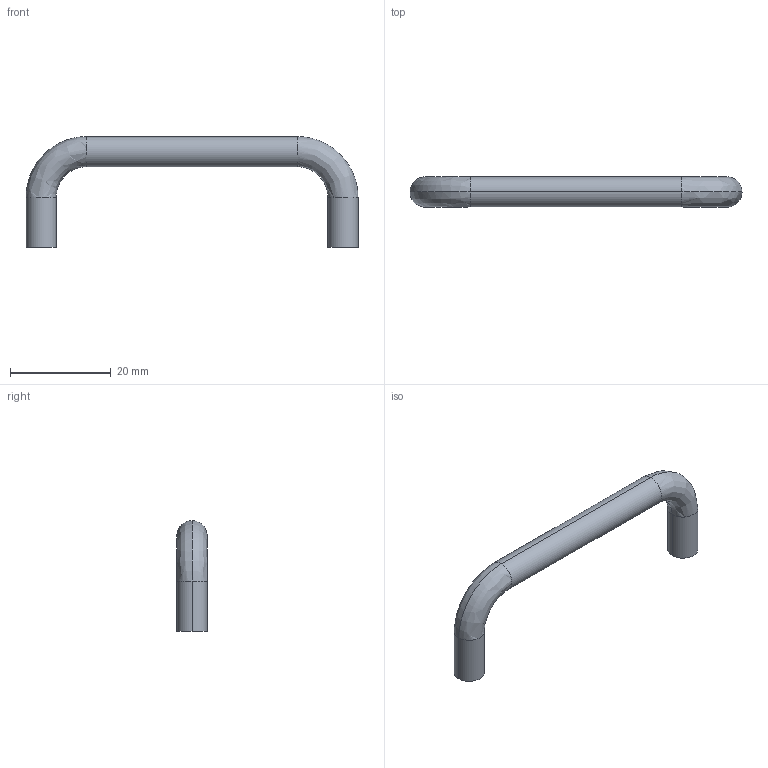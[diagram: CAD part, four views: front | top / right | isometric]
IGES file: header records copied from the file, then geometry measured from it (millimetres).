
Start section: ------------------------------------------------------------------------
Global section: file name: PC50.1864.THA_31SUS_3_TAP_1296.igs; native system: spGate; preprocessor: ver17.5.2; author: Unknown; organization: Unknown; date: 210906.112436; units: millimetre
Bounding box: 66 x 6 x 22 mm (x, y, z)
Volume: 2380.6 mm3; surface area: 1936.4 mm2
Topology: 1 solids, 1 shells, 18 faces, 34 edges, 20 vertices
Faces by surface type: bspline 18
